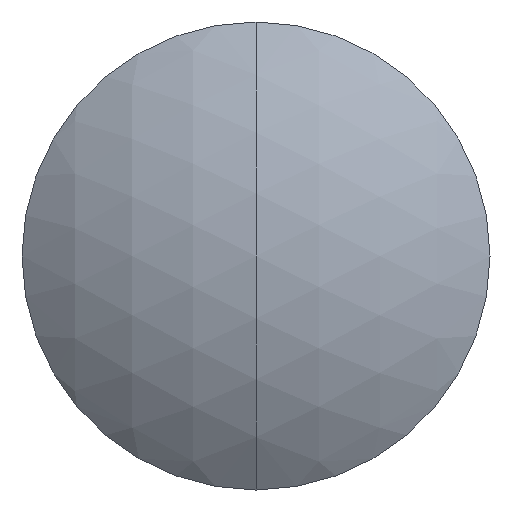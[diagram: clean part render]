
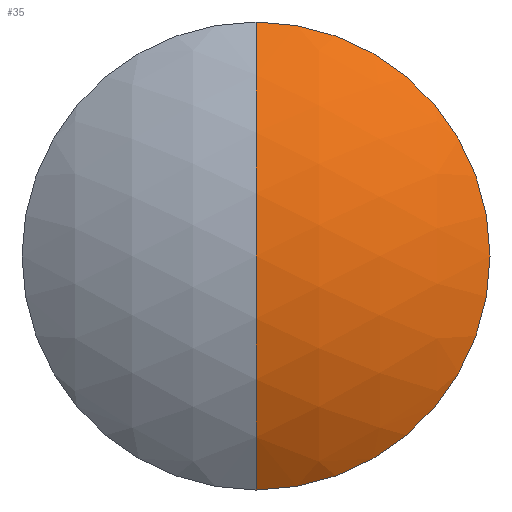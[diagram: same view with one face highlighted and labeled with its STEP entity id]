
A CAD part, left-side view. The second image highlights one B-rep face of the part: STEP entity #35.
In plain terms, the highlighted spherical face has radius 20.9 mm.
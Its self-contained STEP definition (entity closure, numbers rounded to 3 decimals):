
#26 = VERTEX_POINT ( 'NONE', #85 ) ;
#35 = ADVANCED_FACE ( 'NONE', ( #153 ), #162, .T. ) ;
#55 = CARTESIAN_POINT ( 'NONE',  ( 236.14, 0., 0. ) ) ;
#61 = CARTESIAN_POINT ( 'NONE',  ( 219.541, 0., 0. ) ) ;
#62 = AXIS2_PLACEMENT_3D ( 'NONE', #55, #182, #325 ) ;
#66 = CARTESIAN_POINT ( 'NONE',  ( 215.24, 0., 0. ) ) ;
#74 = CARTESIAN_POINT ( 'NONE',  ( 236.14, 0., 0. ) ) ;
#78 = CIRCLE ( 'NONE', #134, 20.9 ) ;
#85 = CARTESIAN_POINT ( 'NONE',  ( 219.541, 0., -12.7 ) ) ;
#87 = DIRECTION ( 'NONE',  ( 0., 0., 1. ) ) ;
#88 = CARTESIAN_POINT ( 'NONE',  ( 219.541, 0., 12.7 ) ) ;
#89 = EDGE_CURVE ( 'NONE', #26, #150, #287, .T. ) ;
#106 = EDGE_CURVE ( 'NONE', #26, #208, #78, .T. ) ;
#120 = ORIENTED_EDGE ( 'NONE', *, *, #106, .F. ) ;
#134 = AXIS2_PLACEMENT_3D ( 'NONE', #304, #138, #330 ) ;
#138 = DIRECTION ( 'NONE',  ( 0., 1., 0. ) ) ;
#150 = VERTEX_POINT ( 'NONE', #88 ) ;
#153 = FACE_OUTER_BOUND ( 'NONE', #239, .T. ) ;
#159 = ORIENTED_EDGE ( 'NONE', *, *, #291, .T. ) ;
#162 = SPHERICAL_SURFACE ( 'NONE', #62, 20.9 ) ;
#163 = AXIS2_PLACEMENT_3D ( 'NONE', #74, #342, #230 ) ;
#182 = DIRECTION ( 'NONE',  ( 0., -1., 0. ) ) ;
#203 = AXIS2_PLACEMENT_3D ( 'NONE', #61, #245, #87 ) ;
#208 = VERTEX_POINT ( 'NONE', #66 ) ;
#230 = DIRECTION ( 'NONE',  ( 0., 0., -1. ) ) ;
#237 = CIRCLE ( 'NONE', #163, 20.9 ) ;
#239 = EDGE_LOOP ( 'NONE', ( #242, #159, #120 ) ) ;
#242 = ORIENTED_EDGE ( 'NONE', *, *, #89, .T. ) ;
#245 = DIRECTION ( 'NONE',  ( -1., 0., 0. ) ) ;
#287 = CIRCLE ( 'NONE', #203, 12.7 ) ;
#291 = EDGE_CURVE ( 'NONE', #150, #208, #237, .T. ) ;
#304 = CARTESIAN_POINT ( 'NONE',  ( 236.14, 0., 0. ) ) ;
#325 = DIRECTION ( 'NONE',  ( 0., 0., -1. ) ) ;
#330 = DIRECTION ( 'NONE',  ( 0., 0., 1. ) ) ;
#342 = DIRECTION ( 'NONE',  ( 0., -1., 0. ) ) ;
